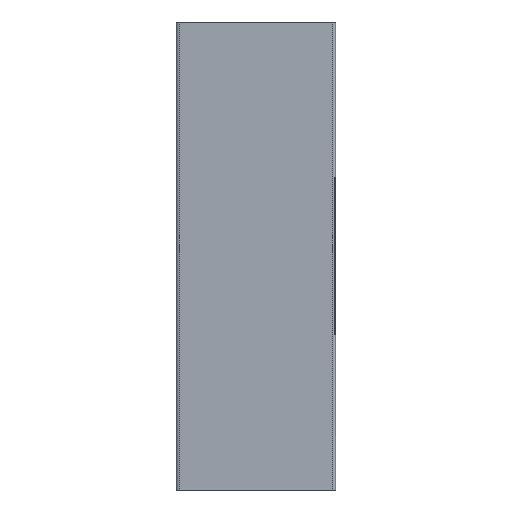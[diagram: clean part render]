
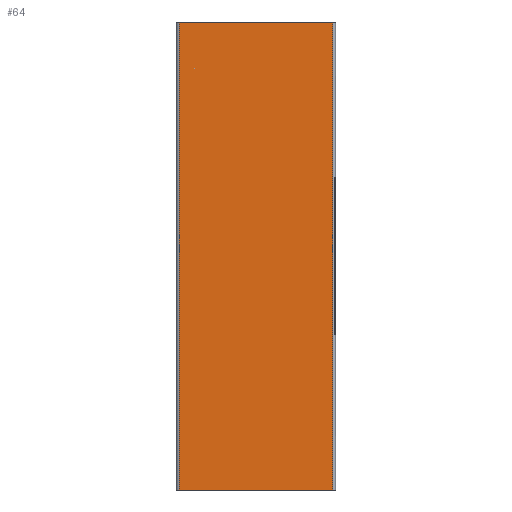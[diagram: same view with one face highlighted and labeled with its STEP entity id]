
A CAD part, left-side view. The second image highlights one B-rep face of the part: STEP entity #64.
In plain terms, the highlighted planar face has unit normal (-1, 0, 0).
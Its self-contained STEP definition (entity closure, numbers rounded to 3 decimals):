
#64 = ADVANCED_FACE ( 'NONE', ( #3956 ), #2201, .T. ) ;
#68 = VECTOR ( 'NONE', #2734, 1000. ) ;
#179 = AXIS2_PLACEMENT_3D ( 'NONE', #824, #769, #2788 ) ;
#257 = DIRECTION ( 'NONE',  ( 0., 1., 0. ) ) ;
#396 = LINE ( 'NONE', #2080, #68 ) ;
#429 = EDGE_CURVE ( 'NONE', #2831, #2160, #1531, .T. ) ;
#651 = VECTOR ( 'NONE', #257, 1000. ) ;
#769 = DIRECTION ( 'NONE',  ( -1., 0., 0. ) ) ;
#824 = CARTESIAN_POINT ( 'NONE',  ( 0., -82., 500. ) ) ;
#1062 = EDGE_CURVE ( 'NONE', #4028, #2831, #396, .T. ) ;
#1082 = ORIENTED_EDGE ( 'NONE', *, *, #4273, .T. ) ;
#1495 = CARTESIAN_POINT ( 'NONE',  ( 0., 82., 500. ) ) ;
#1531 = LINE ( 'NONE', #3964, #651 ) ;
#1618 = LINE ( 'NONE', #3494, #3288 ) ;
#1804 = DIRECTION ( 'NONE',  ( 0., 1., 0. ) ) ;
#2080 = CARTESIAN_POINT ( 'NONE',  ( 0., -82., 500. ) ) ;
#2103 = CARTESIAN_POINT ( 'NONE',  ( 0., -82., 0. ) ) ;
#2160 = VERTEX_POINT ( 'NONE', #2262 ) ;
#2201 = PLANE ( 'NONE',  #179 ) ;
#2262 = CARTESIAN_POINT ( 'NONE',  ( 0., 82., 0. ) ) ;
#2296 = EDGE_LOOP ( 'NONE', ( #3963, #4163, #1082, #3075 ) ) ;
#2352 = VECTOR ( 'NONE', #3013, 1000. ) ;
#2656 = EDGE_CURVE ( 'NONE', #3907, #2160, #4167, .T. ) ;
#2734 = DIRECTION ( 'NONE',  ( 0., 0., -1. ) ) ;
#2788 = DIRECTION ( 'NONE',  ( 0., 0., 1. ) ) ;
#2831 = VERTEX_POINT ( 'NONE', #2103 ) ;
#3013 = DIRECTION ( 'NONE',  ( 0., 0., -1. ) ) ;
#3075 = ORIENTED_EDGE ( 'NONE', *, *, #2656, .T. ) ;
#3288 = VECTOR ( 'NONE', #1804, 1000. ) ;
#3494 = CARTESIAN_POINT ( 'NONE',  ( 0., -82., 500. ) ) ;
#3562 = CARTESIAN_POINT ( 'NONE',  ( 0., -82., 500. ) ) ;
#3907 = VERTEX_POINT ( 'NONE', #1495 ) ;
#3956 = FACE_OUTER_BOUND ( 'NONE', #2296, .T. ) ;
#3963 = ORIENTED_EDGE ( 'NONE', *, *, #429, .F. ) ;
#3964 = CARTESIAN_POINT ( 'NONE',  ( 0., -82., 0. ) ) ;
#4028 = VERTEX_POINT ( 'NONE', #3562 ) ;
#4163 = ORIENTED_EDGE ( 'NONE', *, *, #1062, .F. ) ;
#4167 = LINE ( 'NONE', #4380, #2352 ) ;
#4273 = EDGE_CURVE ( 'NONE', #4028, #3907, #1618, .T. ) ;
#4380 = CARTESIAN_POINT ( 'NONE',  ( 0., 82., 500. ) ) ;
